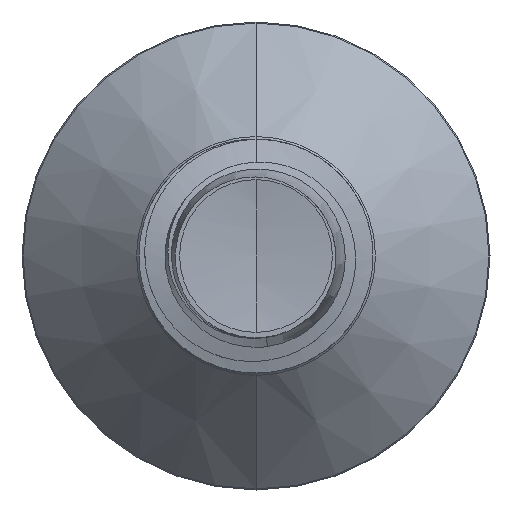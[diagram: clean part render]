
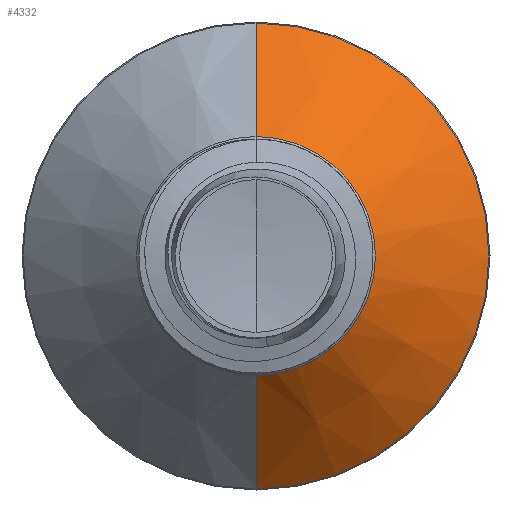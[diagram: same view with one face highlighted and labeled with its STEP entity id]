
A CAD part, front view. The second image highlights one B-rep face of the part: STEP entity #4332.
In plain terms, the highlighted conical face has half-angle 45 degrees and reference radius 2.042 mm.
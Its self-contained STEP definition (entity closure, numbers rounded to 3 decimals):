
#353 = EDGE_CURVE ( 'NONE', #12994, #9327, #10688, .T. ) ;
#415 = ORIENTED_EDGE ( 'NONE', *, *, #10598, .F. ) ;
#1684 = CARTESIAN_POINT ( 'NONE',  ( 0., 7.782, 3.982 ) ) ;
#2073 = DIRECTION ( 'NONE',  ( 0., 1., 0. ) ) ;
#2698 = AXIS2_PLACEMENT_3D ( 'NONE', #3096, #14454, #4379 ) ;
#2727 = DIRECTION ( 'NONE',  ( 0., 0.707, -0.707 ) ) ;
#3096 = CARTESIAN_POINT ( 'NONE',  ( 0., 5.842, 0. ) ) ;
#4332 = ADVANCED_FACE ( 'NONE', ( #8480 ), #6957, .T. ) ;
#4379 = DIRECTION ( 'NONE',  ( 0., 0., 1. ) ) ;
#4853 = ORIENTED_EDGE ( 'NONE', *, *, #13088, .F. ) ;
#5106 = EDGE_LOOP ( 'NONE', ( #8766, #14196, #415, #4853 ) ) ;
#5315 = CARTESIAN_POINT ( 'NONE',  ( 0., 5.842, -2.042 ) ) ;
#5436 = DIRECTION ( 'NONE',  ( 0., 0.707, 0.707 ) ) ;
#5701 = VECTOR ( 'NONE', #5436, 1000. ) ;
#6310 = LINE ( 'NONE', #10442, #5701 ) ;
#6957 = CONICAL_SURFACE ( 'NONE', #2698, 2.042, 0.785 ) ;
#7907 = CARTESIAN_POINT ( 'NONE',  ( 0., 5.842, 2.042 ) ) ;
#8480 = FACE_OUTER_BOUND ( 'NONE', #5106, .T. ) ;
#8766 = ORIENTED_EDGE ( 'NONE', *, *, #353, .T. ) ;
#8976 = DIRECTION ( 'NONE',  ( 0., 0., 1. ) ) ;
#9013 = AXIS2_PLACEMENT_3D ( 'NONE', #10197, #10138, #8976 ) ;
#9327 = VERTEX_POINT ( 'NONE', #15997 ) ;
#9662 = CARTESIAN_POINT ( 'NONE',  ( 0., 7.782, 0. ) ) ;
#10138 = DIRECTION ( 'NONE',  ( 0., 1., 0. ) ) ;
#10197 = CARTESIAN_POINT ( 'NONE',  ( 0., 5.842, 0. ) ) ;
#10260 = CIRCLE ( 'NONE', #16431, 3.982 ) ;
#10424 = CARTESIAN_POINT ( 'NONE',  ( 0., 7.782, -3.982 ) ) ;
#10442 = CARTESIAN_POINT ( 'NONE',  ( 0., 5.842, 2.042 ) ) ;
#10598 = EDGE_CURVE ( 'NONE', #13281, #16246, #10260, .T. ) ;
#10688 = CIRCLE ( 'NONE', #9013, 2.042 ) ;
#10936 = DIRECTION ( 'NONE',  ( 0., 0., 1. ) ) ;
#12994 = VERTEX_POINT ( 'NONE', #7907 ) ;
#13088 = EDGE_CURVE ( 'NONE', #12994, #13281, #6310, .T. ) ;
#13281 = VERTEX_POINT ( 'NONE', #1684 ) ;
#14196 = ORIENTED_EDGE ( 'NONE', *, *, #14690, .T. ) ;
#14454 = DIRECTION ( 'NONE',  ( 0., 1., 0. ) ) ;
#14690 = EDGE_CURVE ( 'NONE', #9327, #16246, #15332, .T. ) ;
#15134 = VECTOR ( 'NONE', #2727, 1000. ) ;
#15332 = LINE ( 'NONE', #5315, #15134 ) ;
#15997 = CARTESIAN_POINT ( 'NONE',  ( 0., 5.842, -2.042 ) ) ;
#16246 = VERTEX_POINT ( 'NONE', #10424 ) ;
#16431 = AXIS2_PLACEMENT_3D ( 'NONE', #9662, #2073, #10936 ) ;
